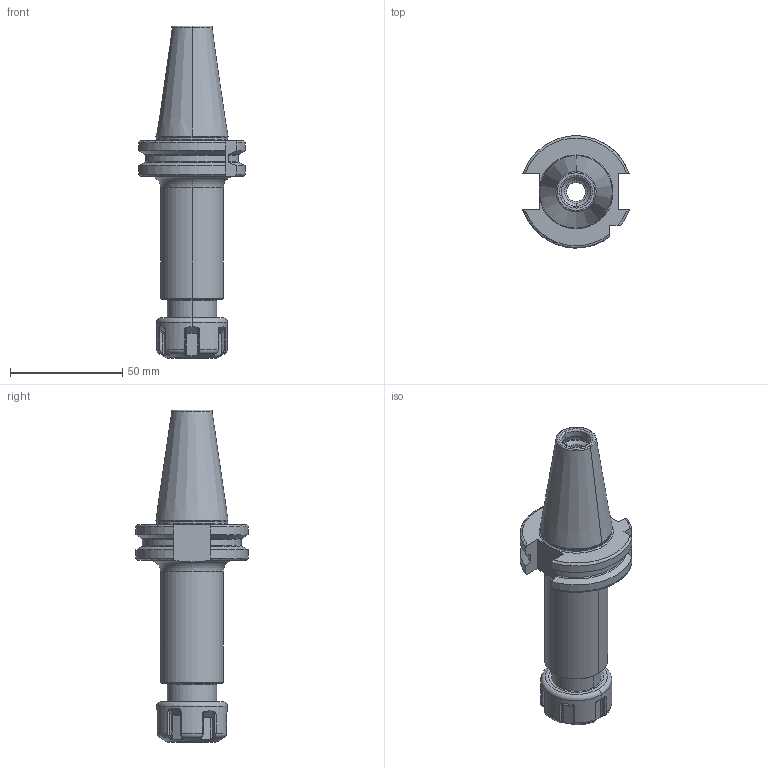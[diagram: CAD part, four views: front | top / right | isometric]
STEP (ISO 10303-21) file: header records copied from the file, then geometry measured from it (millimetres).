
FILE_DESCRIPTION((''),'2;1');
FILE_NAME('302_02_10_1','2020-09-14T',('104091'),(''),'CREO PARAMETRIC BY PTC INC, 2016260','CREO PARAMETRIC BY PTC INC, 2016260','');
FILE_SCHEMA(('CONFIG_CONTROL_DESIGN'));
Length unit declared in the file: millimetre
Products named in the file (1): 302_02_10_1
Bounding box: 47.34 x 49.9 x 147.8 mm (x, y, z)
Volume: 87649.2 mm3; surface area: 22820.5 mm2
Topology: 1 solids, 1 shells, 280 faces, 681 edges, 408 vertices
Faces by surface type: cylinder 67, bspline 60, plane 57, torus 54, cone 30, sphere 12
Entity records: 10991 total; most frequent: CARTESIAN_POINT 4843, ORIENTED_EDGE 1358, DIRECTION 1150, EDGE_CURVE 679, AXIS2_PLACEMENT_3D 456, VERTEX_POINT 408, EDGE_LOOP 289, FACE_OUTER_BOUND 280
